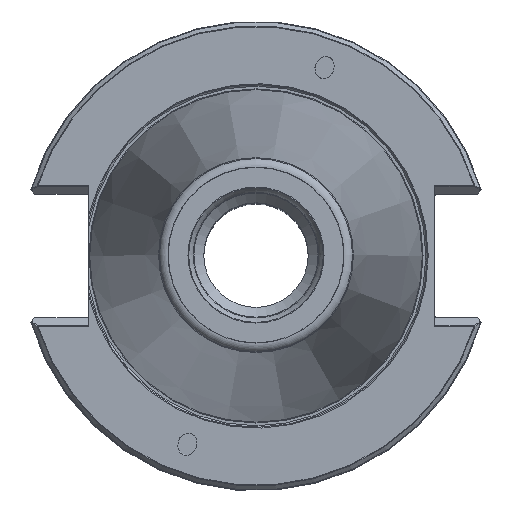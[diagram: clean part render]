
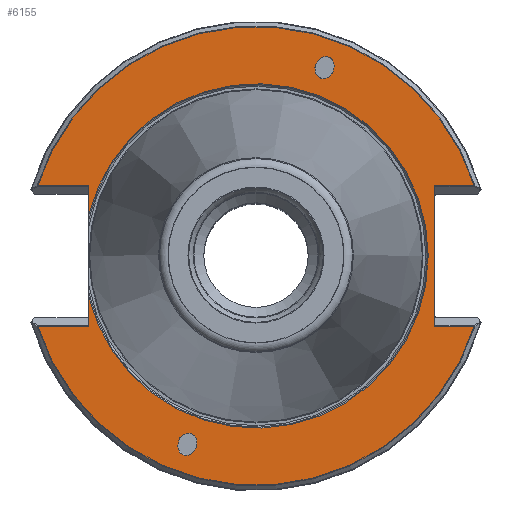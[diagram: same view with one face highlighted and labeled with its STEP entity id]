
A CAD part, top view. The second image highlights one B-rep face of the part: STEP entity #6155.
In plain terms, the highlighted planar face has unit normal (0, 0, 1).
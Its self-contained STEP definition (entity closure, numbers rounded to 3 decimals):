
#28=ELLIPSE('',#6582,2.381,1.95);
#29=ELLIPSE('',#6584,2.381,1.95);
#206=LINE('',#9483,#412);
#208=LINE('',#9487,#414);
#224=LINE('',#9553,#430);
#225=LINE('',#9555,#431);
#226=LINE('',#9556,#432);
#227=LINE('',#9558,#433);
#228=LINE('',#9559,#434);
#412=VECTOR('',#7655,1000.);
#414=VECTOR('',#7659,1000.);
#430=VECTOR('',#7707,1000.);
#431=VECTOR('',#7708,1000.);
#432=VECTOR('',#7709,1000.);
#433=VECTOR('',#7710,1000.);
#434=VECTOR('',#7711,1000.);
#1719=ORIENTED_EDGE('',*,*,#2317,.F.);
#1720=ORIENTED_EDGE('',*,*,#2316,.F.);
#1721=ORIENTED_EDGE('',*,*,#2376,.F.);
#1722=ORIENTED_EDGE('',*,*,#2320,.T.);
#1723=ORIENTED_EDGE('',*,*,#2348,.T.);
#1724=ORIENTED_EDGE('',*,*,#2377,.T.);
#1725=ORIENTED_EDGE('',*,*,#2350,.F.);
#1726=ORIENTED_EDGE('',*,*,#2328,.T.);
#1727=ORIENTED_EDGE('',*,*,#2378,.T.);
#1728=ORIENTED_EDGE('',*,*,#2379,.T.);
#1729=ORIENTED_EDGE('',*,*,#2373,.F.);
#1730=ORIENTED_EDGE('',*,*,#2380,.T.);
#2316=EDGE_CURVE('',#2764,#2764,#28,.T.);
#2317=EDGE_CURVE('',#2765,#2765,#29,.T.);
#2320=EDGE_CURVE('',#2768,#2767,#3002,.T.);
#2328=EDGE_CURVE('',#2773,#2772,#3003,.T.);
#2348=EDGE_CURVE('',#2767,#2786,#206,.T.);
#2350=EDGE_CURVE('',#2773,#2787,#208,.T.);
#2373=EDGE_CURVE('',#2803,#2804,#3008,.T.);
#2376=EDGE_CURVE('',#2768,#2805,#224,.T.);
#2377=EDGE_CURVE('',#2786,#2787,#225,.T.);
#2378=EDGE_CURVE('',#2772,#2806,#226,.T.);
#2379=EDGE_CURVE('',#2806,#2804,#227,.T.);
#2380=EDGE_CURVE('',#2803,#2805,#228,.T.);
#2764=VERTEX_POINT('',#9394);
#2765=VERTEX_POINT('',#9397);
#2767=VERTEX_POINT('',#9408);
#2768=VERTEX_POINT('',#9410);
#2772=VERTEX_POINT('',#9433);
#2773=VERTEX_POINT('',#9435);
#2786=VERTEX_POINT('',#9484);
#2787=VERTEX_POINT('',#9488);
#2803=VERTEX_POINT('',#9542);
#2804=VERTEX_POINT('',#9543);
#2805=VERTEX_POINT('',#9554);
#2806=VERTEX_POINT('',#9557);
#3002=CIRCLE('',#6586,48.363);
#3003=CIRCLE('',#6590,48.363);
#3008=CIRCLE('',#6616,36.2);
#3379=EDGE_LOOP('',(#1719));
#3380=EDGE_LOOP('',(#1720));
#3381=EDGE_LOOP('',(#1721,#1722,#1723,#1724,#1725,#1726,#1727,#1728,#1729,
#1730));
#3799=FACE_BOUND('',#3379,.T.);
#3800=FACE_BOUND('',#3380,.T.);
#3801=FACE_BOUND('',#3381,.T.);
#3964=PLANE('',#6617);
#6155=ADVANCED_FACE('',(#3799,#3800,#3801),#3964,.T.);
#6582=AXIS2_PLACEMENT_3D('',#9393,#7600,#7601);
#6584=AXIS2_PLACEMENT_3D('',#9396,#7604,#7605);
#6586=AXIS2_PLACEMENT_3D('',#9409,#7608,#7609);
#6590=AXIS2_PLACEMENT_3D('',#9434,#7620,#7621);
#6616=AXIS2_PLACEMENT_3D('',#9541,#7703,#7704);
#6617=AXIS2_PLACEMENT_3D('',#9552,#7705,#7706);
#7600=DIRECTION('',(0.,0.,1.));
#7601=DIRECTION('',(-0.342,-0.94,0.));
#7604=DIRECTION('',(0.,0.,1.));
#7605=DIRECTION('',(0.342,0.94,0.));
#7608=DIRECTION('',(0.,0.,1.));
#7609=DIRECTION('',(1.,0.,0.));
#7620=DIRECTION('',(0.,0.,1.));
#7621=DIRECTION('',(1.,0.,0.));
#7655=DIRECTION('',(-1.,0.,0.));
#7659=DIRECTION('',(-1.,0.,0.));
#7703=DIRECTION('',(0.,0.,1.));
#7704=DIRECTION('',(1.,0.,0.));
#7705=DIRECTION('',(0.,0.,1.));
#7706=DIRECTION('',(1.,0.,0.));
#7707=DIRECTION('',(1.,0.,0.));
#7708=DIRECTION('',(0.,1.,0.));
#7709=DIRECTION('',(1.,0.,0.));
#7710=DIRECTION('',(0.,-1.,0.));
#7711=DIRECTION('',(0.,-1.,0.));
#9393=CARTESIAN_POINT('',(14.413,39.599,-1.3));
#9394=CARTESIAN_POINT('',(13.599,37.362,-1.3));
#9396=CARTESIAN_POINT('',(-14.413,-39.599,-1.3));
#9397=CARTESIAN_POINT('',(-13.599,-37.362,-1.3));
#9408=CARTESIAN_POINT('',(46.025,-14.855,-1.3));
#9409=CARTESIAN_POINT('',(0.,0.,-1.3));
#9410=CARTESIAN_POINT('',(-46.025,-14.855,-1.3));
#9433=CARTESIAN_POINT('',(-46.025,14.855,-1.3));
#9434=CARTESIAN_POINT('',(0.,0.,-1.3));
#9435=CARTESIAN_POINT('',(46.025,14.855,-1.3));
#9483=CARTESIAN_POINT('',(231.047,-14.855,-1.3));
#9484=CARTESIAN_POINT('',(37.57,-14.855,-1.3));
#9487=CARTESIAN_POINT('',(231.047,14.855,-1.3));
#9488=CARTESIAN_POINT('',(37.57,14.855,-1.3));
#9541=CARTESIAN_POINT('',(0.,0.,-1.3));
#9542=CARTESIAN_POINT('',(-35.16,-8.615,-1.3));
#9543=CARTESIAN_POINT('',(-35.16,8.615,-1.3));
#9552=CARTESIAN_POINT('',(36.2,0.,-1.3));
#9553=CARTESIAN_POINT('',(-228.637,-14.855,-1.3));
#9554=CARTESIAN_POINT('',(-35.16,-14.855,-1.3));
#9555=CARTESIAN_POINT('',(37.57,0.,-1.3));
#9556=CARTESIAN_POINT('',(-228.637,14.855,-1.3));
#9557=CARTESIAN_POINT('',(-35.16,14.855,-1.3));
#9558=CARTESIAN_POINT('',(-35.16,0.,-1.3));
#9559=CARTESIAN_POINT('',(-35.16,0.,-1.3));
